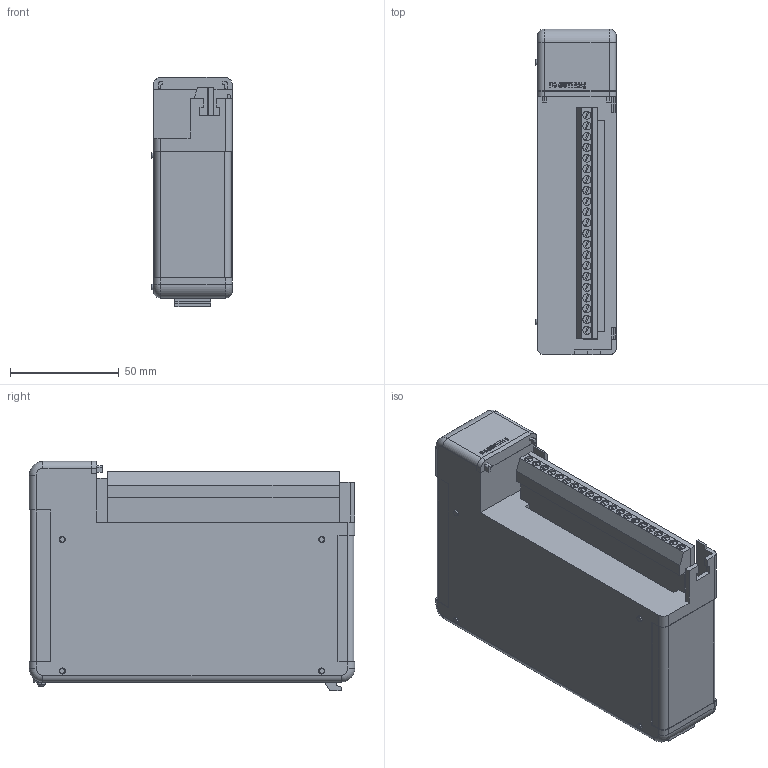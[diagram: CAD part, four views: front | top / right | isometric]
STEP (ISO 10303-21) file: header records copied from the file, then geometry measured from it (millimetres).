
FILE_DESCRIPTION (( 'STEP AP214' ), '1' );
FILE_NAME ('F4-08THM-j.step', '2014-09-23T18:07:12', ( '' ), ( '' ), 'SwSTEP 2.0', 'SolidWorks 2014', '' );
FILE_SCHEMA (( 'AUTOMOTIVE_DESIGN' ));
Length unit declared in the file: inch
Products named in the file (1): F4-08THM-j
Bounding box: 36.96 x 149.99 x 105.56 mm (x, y, z)
Volume: 422898.5 mm3; surface area: 65985.7 mm2
Topology: 14 solids, 14 shells, 472 faces, 1148 edges, 760 vertices
Faces by surface type: plane 345, cylinder 77, bspline 32, cone 10, torus 8
Entity records: 19630 total; most frequent: CARTESIAN_POINT 4147, ORIENTED_EDGE 2296, DIRECTION 2142, EDGE_CURVE 1148, LINE 902, VECTOR 902, VERTEX_POINT 760, AXIS2_PLACEMENT_3D 620
